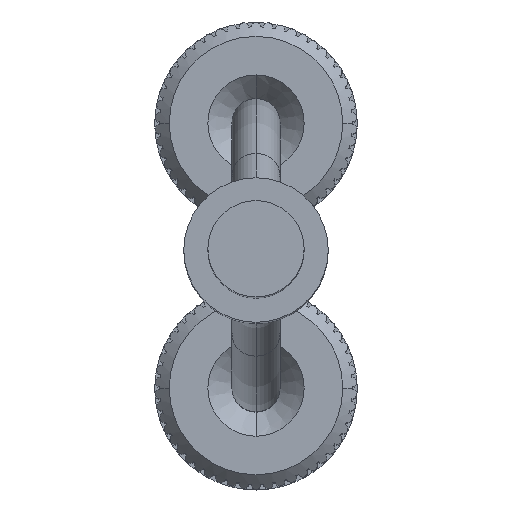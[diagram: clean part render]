
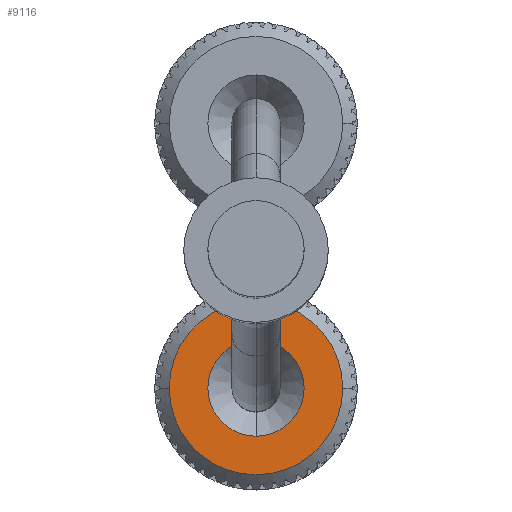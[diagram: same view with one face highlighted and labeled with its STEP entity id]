
A CAD part, top view. The second image highlights one B-rep face of the part: STEP entity #9116.
In plain terms, the highlighted face is planar.
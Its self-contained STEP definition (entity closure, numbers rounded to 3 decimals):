
#3005=CARTESIAN_POINT('',(0.,0.,0.));
#3006=DIRECTION('',(1.,0.,0.));
#3007=DIRECTION('',(0.,0.,1.));
#3008=AXIS2_PLACEMENT_3D('',#3005,#3006,#3007);
#3010=CARTESIAN_POINT('',(0.,0.,0.));
#3011=DIRECTION('',(1.,0.,0.));
#3012=DIRECTION('',(0.,0.,-1.));
#3013=AXIS2_PLACEMENT_3D('',#3010,#3011,#3012);
#3015=CARTESIAN_POINT('',(0.,0.,0.));
#3016=DIRECTION('',(1.,0.,0.));
#3017=DIRECTION('',(0.,-1.,0.));
#3018=AXIS2_PLACEMENT_3D('',#3015,#3016,#3017);
#3020=CARTESIAN_POINT('',(0.,0.,0.));
#3021=DIRECTION('',(1.,0.,0.));
#3022=DIRECTION('',(0.,1.,0.));
#3023=AXIS2_PLACEMENT_3D('',#3020,#3021,#3022);
#6524=CARTESIAN_POINT('',(0.,0.,1.8));
#6525=CARTESIAN_POINT('',(0.,0.,-1.8));
#6526=VERTEX_POINT('',#6524);
#6527=VERTEX_POINT('',#6525);
#6786=CARTESIAN_POINT('',(0.,-1.,0.));
#6787=CARTESIAN_POINT('',(0.,1.,0.));
#6788=VERTEX_POINT('',#6786);
#6789=VERTEX_POINT('',#6787);
#9100=CARTESIAN_POINT('',(0.,0.,0.));
#9101=DIRECTION('',(1.,0.,0.));
#9102=DIRECTION('',(0.,-1.,0.));
#9103=AXIS2_PLACEMENT_3D('',#9100,#9101,#9102);
#9104=PLANE('',#9103);
#9106=ORIENTED_EDGE('',*,*,#9105,.T.);
#9108=ORIENTED_EDGE('',*,*,#9107,.T.);
#9109=EDGE_LOOP('',(#9106,#9108));
#9110=FACE_OUTER_BOUND('',#9109,.F.);
#9112=ORIENTED_EDGE('',*,*,#9111,.F.);
#9113=ORIENTED_EDGE('',*,*,#9090,.F.);
#9114=EDGE_LOOP('',(#9112,#9113));
#9115=FACE_BOUND('',#9114,.F.);
#3009=CIRCLE('',#3008,1.8);
#3014=CIRCLE('',#3013,1.8);
#3019=CIRCLE('',#3018,1.);
#3024=CIRCLE('',#3023,1.);
#9090=EDGE_CURVE('',#6789,#6788,#3024,.T.);
#9105=EDGE_CURVE('',#6526,#6527,#3009,.T.);
#9107=EDGE_CURVE('',#6527,#6526,#3014,.T.);
#9111=EDGE_CURVE('',#6788,#6789,#3019,.T.);
#9116=ADVANCED_FACE('',(#9110,#9115),#9104,.F.);
